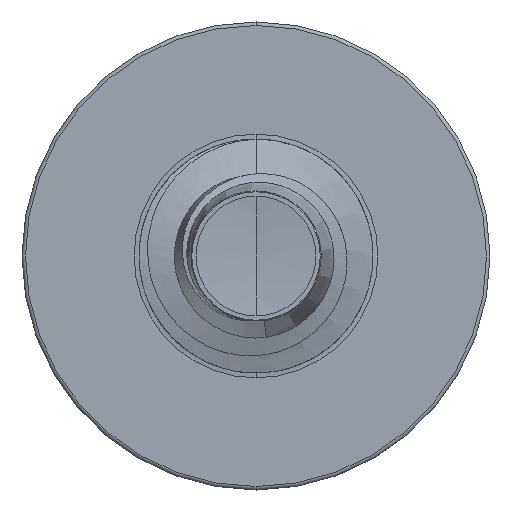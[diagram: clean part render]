
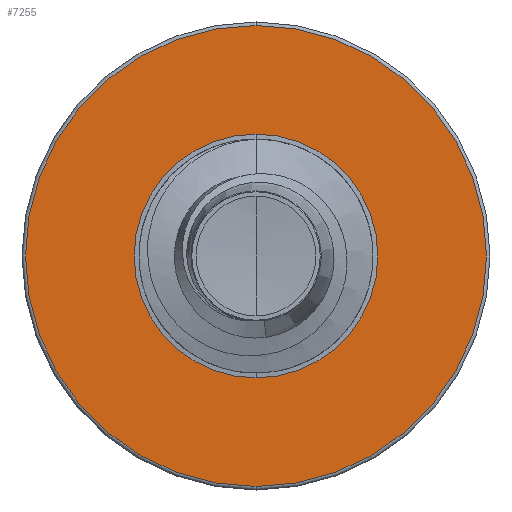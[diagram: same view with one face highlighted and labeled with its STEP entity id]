
A CAD part, front view. The second image highlights one B-rep face of the part: STEP entity #7255.
In plain terms, the highlighted planar face has unit normal (0, -1, 0).
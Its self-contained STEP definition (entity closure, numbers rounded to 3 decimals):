
#383 = AXIS2_PLACEMENT_3D ( 'NONE', #14262, #14257, #10636 ) ;
#491 = CARTESIAN_POINT ( 'NONE',  ( 0., 7., 1.562 ) ) ;
#685 = CARTESIAN_POINT ( 'NONE',  ( 0., 7., -1.562 ) ) ;
#1522 = DIRECTION ( 'NONE',  ( 0., 1., 0. ) ) ;
#2182 = CIRCLE ( 'NONE', #14641, 1.562 ) ;
#2496 = VERTEX_POINT ( 'NONE', #11322 ) ;
#2637 = CIRCLE ( 'NONE', #11729, 1.562 ) ;
#2738 = DIRECTION ( 'NONE',  ( 0., 0., 1. ) ) ;
#2770 = DIRECTION ( 'NONE',  ( 0., 1., 0. ) ) ;
#2791 = CARTESIAN_POINT ( 'NONE',  ( 0., 7., -1.562 ) ) ;
#2815 = PLANE ( 'NONE',  #11240 ) ;
#4524 = DIRECTION ( 'NONE',  ( 0., 0., 1. ) ) ;
#4539 = DIRECTION ( 'NONE',  ( 0., 1., 0. ) ) ;
#4542 = CARTESIAN_POINT ( 'NONE',  ( 0., 7., 0. ) ) ;
#4771 = CARTESIAN_POINT ( 'NONE',  ( 0., 7., 0. ) ) ;
#5380 = CIRCLE ( 'NONE', #14354, 2.955 ) ;
#5678 = EDGE_CURVE ( 'NONE', #2496, #13897, #9684, .T. ) ;
#5841 = VERTEX_POINT ( 'NONE', #491 ) ;
#6314 = DIRECTION ( 'NONE',  ( 0., 0., 1. ) ) ;
#6438 = EDGE_LOOP ( 'NONE', ( #10967, #12022 ) ) ;
#6880 = EDGE_CURVE ( 'NONE', #14302, #5841, #2182, .T. ) ;
#7255 = ADVANCED_FACE ( 'NONE', ( #11429, #11706 ), #2815, .F. ) ;
#9684 = CIRCLE ( 'NONE', #383, 2.955 ) ;
#10250 = CARTESIAN_POINT ( 'NONE',  ( 0., 7., 0. ) ) ;
#10636 = DIRECTION ( 'NONE',  ( 0., 0., 1. ) ) ;
#10967 = ORIENTED_EDGE ( 'NONE', *, *, #5678, .F. ) ;
#11240 = AXIS2_PLACEMENT_3D ( 'NONE', #2791, #2770, #2738 ) ;
#11322 = CARTESIAN_POINT ( 'NONE',  ( 0., 7., 2.955 ) ) ;
#11333 = DIRECTION ( 'NONE',  ( 0., 0., 1. ) ) ;
#11429 = FACE_OUTER_BOUND ( 'NONE', #6438, .T. ) ;
#11706 = FACE_BOUND ( 'NONE', #11785, .T. ) ;
#11729 = AXIS2_PLACEMENT_3D ( 'NONE', #10250, #1522, #11333 ) ;
#11785 = EDGE_LOOP ( 'NONE', ( #14334, #14679 ) ) ;
#11860 = CARTESIAN_POINT ( 'NONE',  ( 0., 7., -2.955 ) ) ;
#12022 = ORIENTED_EDGE ( 'NONE', *, *, #14470, .F. ) ;
#12895 = DIRECTION ( 'NONE',  ( 0., 1., 0. ) ) ;
#13492 = EDGE_CURVE ( 'NONE', #5841, #14302, #2637, .T. ) ;
#13897 = VERTEX_POINT ( 'NONE', #11860 ) ;
#14257 = DIRECTION ( 'NONE',  ( 0., 1., 0. ) ) ;
#14262 = CARTESIAN_POINT ( 'NONE',  ( 0., 7., 0. ) ) ;
#14302 = VERTEX_POINT ( 'NONE', #685 ) ;
#14334 = ORIENTED_EDGE ( 'NONE', *, *, #13492, .T. ) ;
#14354 = AXIS2_PLACEMENT_3D ( 'NONE', #4771, #12895, #6314 ) ;
#14470 = EDGE_CURVE ( 'NONE', #13897, #2496, #5380, .T. ) ;
#14641 = AXIS2_PLACEMENT_3D ( 'NONE', #4542, #4539, #4524 ) ;
#14679 = ORIENTED_EDGE ( 'NONE', *, *, #6880, .T. ) ;
